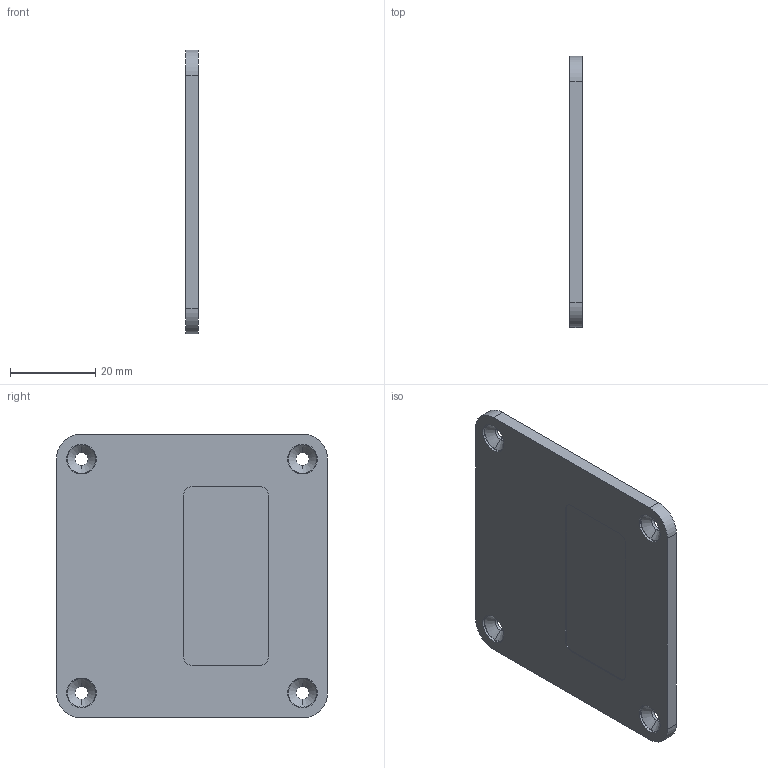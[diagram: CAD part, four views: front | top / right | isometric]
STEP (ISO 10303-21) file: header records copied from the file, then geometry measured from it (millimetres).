
FILE_DESCRIPTION((''),'2;1');
FILE_NAME('BOTTOM-PLATE_10','2024-12-10T14:17:36',('29904'),(''),'CREO PARAMETRIC BY PTC INC, 2024063','CREO PARAMETRIC BY PTC INC, 2024063','');
FILE_SCHEMA(('CONFIG_CONTROL_DESIGN'));
Length unit declared in the file: millimetre
Products named in the file (1): BOTTOM-PLATE_10
Bounding box: 3 x 63.8 x 66.8 mm (x, y, z)
Volume: 10199.4 mm3; surface area: 9569.2 mm2
Topology: 1 solids, 1 shells, 76 faces, 177 edges, 111 vertices
Faces by surface type: cylinder 37, plane 22, cone 8, bspline 8, torus 1
Entity records: 2379 total; most frequent: CARTESIAN_POINT 532, DIRECTION 409, ORIENTED_EDGE 354, EDGE_CURVE 177, AXIS2_PLACEMENT_3D 164, VERTEX_POINT 111, CIRCLE 96, EDGE_LOOP 92
